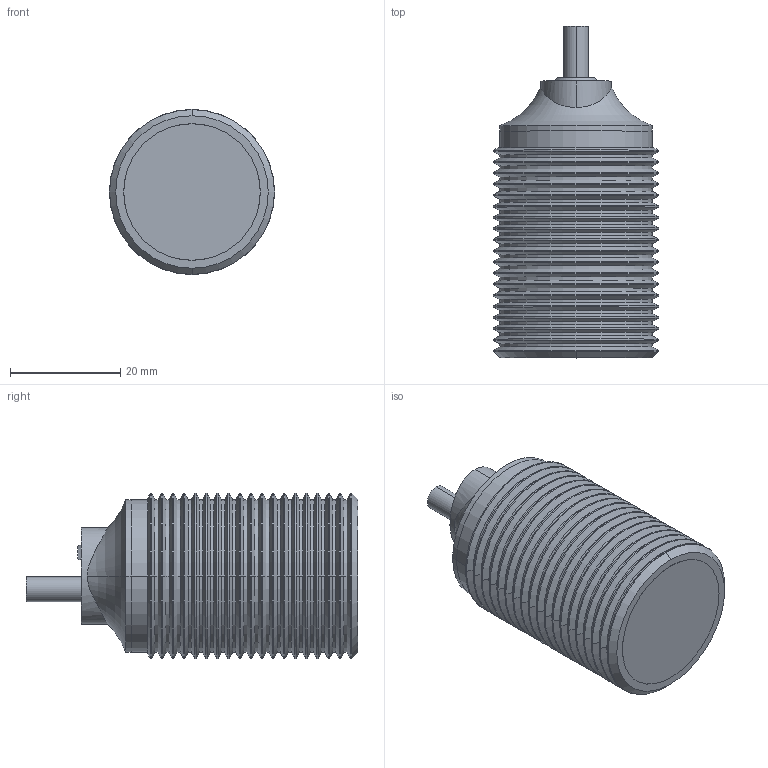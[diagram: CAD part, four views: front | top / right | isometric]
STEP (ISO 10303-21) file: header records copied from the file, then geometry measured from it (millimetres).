
FILE_DESCRIPTION(('STEP AP214'),'1');
FILE_NAME('cctmp_EFAC915F-4DEB-4981-AE69-2926768553F9_2021_2_25_10_23_15_331..stp','2021-02-25T09:23:15',('Pepperl+Fuchs GmbH'),('CADClick - www.CADClick.com'),'Spatial InterOp 3D',' ','unknown authorization');
FILE_SCHEMA(('AUTOMOTIVE_DESIGN { 1 0 10303 214 1 1 1 1 }'));
Length unit declared in the file: millimetre
Products named in the file (1): 2021_02_25__10-23-15-329
Bounding box: 30 x 60.31 x 30 mm (x, y, z)
Volume: 29116.6 mm3; surface area: 8287.9 mm2
Topology: 1 solids, 2 shells, 186 faces, 387 edges, 209 vertices
Faces by surface type: cone 85, cylinder 83, plane 14, torus 2, bspline 2
Entity records: 6520 total; most frequent: CARTESIAN_POINT 1012, DIRECTION 935, ORIENTED_EDGE 768, EDGE_CURVE 384, AXIS2_PLACEMENT_3D 381, VERTEX_POINT 209, CIRCLE 194, EDGE_LOOP 193
